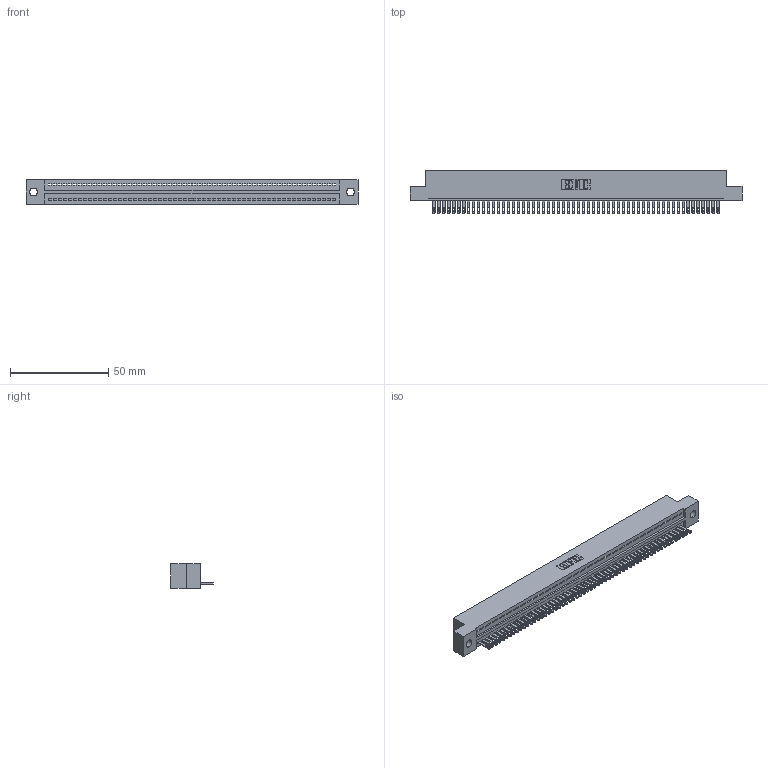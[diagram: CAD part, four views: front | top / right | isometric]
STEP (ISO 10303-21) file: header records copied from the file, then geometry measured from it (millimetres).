
FILE_DESCRIPTION (( 'STEP AP203' ), '1' );
FILE_NAME ('325-058-500-109.STEP', '2020-02-25T01:51:37', ( '' ), ( '' ), 'SwSTEP 2.0', 'SolidWorks 2016', '' );
FILE_SCHEMA (( 'CONFIG_CONTROL_DESIGN' ));
Length unit declared in the file: inch
Products named in the file (3): 325 Part_.160 TH; 325-058-500-109; 325-292-001_325-293-100
Assembly tree (59 placements, depth 2):
  325-058-500-109
    325 Part_.160 TH
    325-292-001_325-293-100  x58
Bounding box: 169.04 x 21.84 x 12.45 mm (x, y, z)
Volume: 21390.3 mm3; surface area: 23671.9 mm2
Topology: 59 solids, 59 shells, 3246 faces, 10055 edges, 6702 vertices
Faces by surface type: plane 2158, cylinder 1088
Entity records: 33321 total; most frequent: CARTESIAN_POINT 5752, ORIENTED_EDGE 5746, DIRECTION 4821, EDGE_CURVE 2873, VECTOR 2741, LINE 2741, VERTEX_POINT 1914, AXIS2_PLACEMENT_3D 1040
